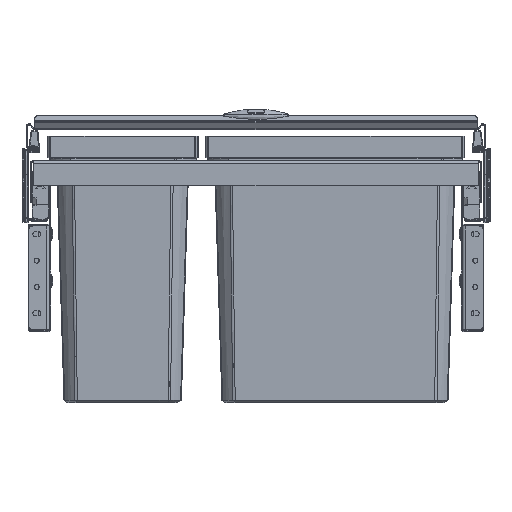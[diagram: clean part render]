
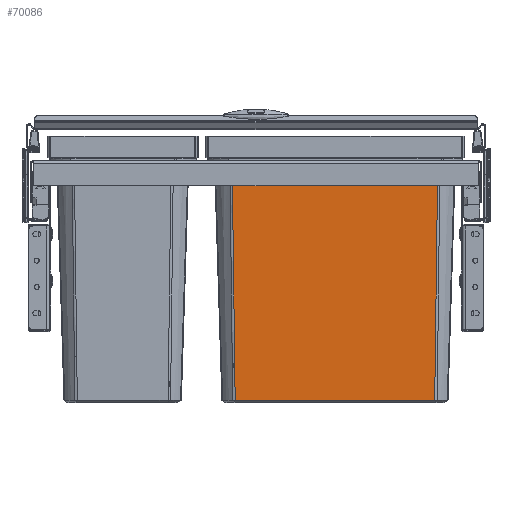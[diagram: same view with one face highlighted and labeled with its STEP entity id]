
A CAD part, top view. The second image highlights one B-rep face of the part: STEP entity #70086.
In plain terms, the highlighted planar face has unit normal (0, -0.031, 1).
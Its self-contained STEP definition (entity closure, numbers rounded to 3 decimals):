
#14420=EDGE_CURVE('9833',#36113,#36110,#36114,.T.);
#14472=EDGE_CURVE('9781',#36110,#36181,#36184,.T.);
#14474=EDGE_CURVE('9817',#36186,#36181,#36187,.T.);
#14476=EDGE_CURVE('9786',#36113,#36186,#36189,.T.);
#36110=VERTEX_POINT('',#68727);
#36113=VERTEX_POINT('',#68738);
#36114=LINE('',#68739,#68740);
#36181=VERTEX_POINT('',#68952);
#36184=B_SPLINE_CURVE_WITH_KNOTS('',3,(#68961,#68962,#68963,#68964,#68965,#68966),.UNSPECIFIED.,.F.,.F.,(4,1,1,4),(0.0,0.333,0.667,1.0),.UNSPECIFIED.);
#36186=VERTEX_POINT('',#68969);
#36187=LINE('',#68970,#68971);
#36189=B_SPLINE_CURVE_WITH_KNOTS('',3,(#68974,#68975,#68976,#68977,#68978,#68979),.UNSPECIFIED.,.F.,.F.,(4,1,1,4),(0.0,0.333,0.667,1.0),.UNSPECIFIED.);
#68727=CARTESIAN_POINT('',(-29.129,9.8,-11.429));
#68738=CARTESIAN_POINT('',(220.729,9.8,-11.429));
#68739=CARTESIAN_POINT('',(220.729,9.8,-11.429));
#68740=VECTOR('',#112011,249.857);
#68952=CARTESIAN_POINT('',(-25.28,-290.329,-20.784));
#68961=CARTESIAN_POINT('',(-29.129,9.8,-11.429));
#68962=CARTESIAN_POINT('',(-28.683,-25.284,-12.522));
#68963=CARTESIAN_POINT('',(-27.804,-94.295,-14.673));
#68964=CARTESIAN_POINT('',(-26.522,-194.335,-17.792));
#68965=CARTESIAN_POINT('',(-25.691,-258.716,-19.799));
#68966=CARTESIAN_POINT('',(-25.28,-290.329,-20.784));
#68969=CARTESIAN_POINT('',(216.88,-290.329,-20.784));
#68970=CARTESIAN_POINT('',(216.88,-290.329,-20.784));
#68971=VECTOR('',#112021,242.161);
#68974=CARTESIAN_POINT('',(220.729,9.8,-11.429));
#68975=CARTESIAN_POINT('',(220.283,-25.284,-12.522));
#68976=CARTESIAN_POINT('',(219.404,-94.295,-14.673));
#68977=CARTESIAN_POINT('',(218.122,-194.335,-17.792));
#68978=CARTESIAN_POINT('',(217.291,-258.716,-19.799));
#68979=CARTESIAN_POINT('',(216.88,-290.329,-20.784));
#70086=ADVANCED_FACE('7138',(#112378),#112379,.T.);
#112011=DIRECTION('',(-1.0,0.0,0.0));
#112021=DIRECTION('',(-1.0,0.0,0.0));
#112378=FACE_OUTER_BOUND('',#140262,.T.);
#112379=PLANE('',#140263);
#140262=EDGE_LOOP('',(#156428,#156429,#156430,#156431));
#140263=AXIS2_PLACEMENT_3D('',#156432,#156433,#156434);
#156428=ORIENTED_EDGE('',*,*,#14474,.F.);
#156429=ORIENTED_EDGE('',*,*,#14476,.F.);
#156430=ORIENTED_EDGE('',*,*,#14420,.T.);
#156431=ORIENTED_EDGE('',*,*,#14472,.T.);
#156432=CARTESIAN_POINT('',(95.8,-130.469,-15.801));
#156433=DIRECTION('',(0.0,-0.031,1.));
#156434=DIRECTION('',(1.0,0.0,0.0));
